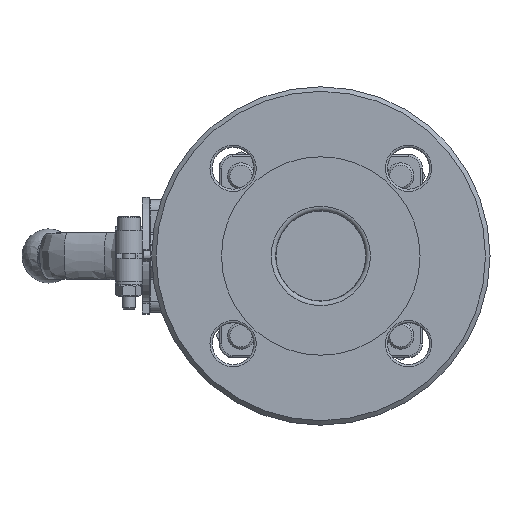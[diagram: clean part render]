
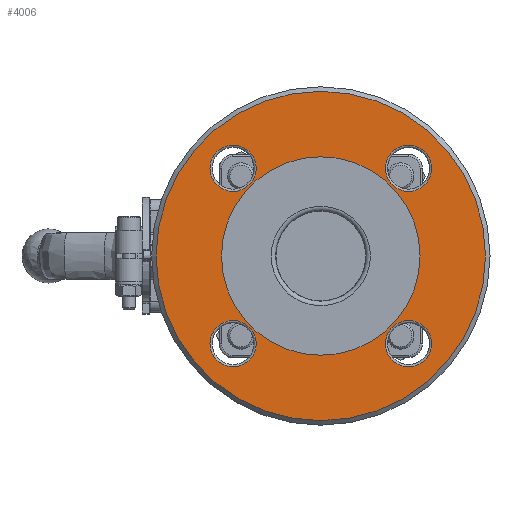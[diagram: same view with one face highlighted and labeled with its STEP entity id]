
A CAD part, left-side view. The second image highlights one B-rep face of the part: STEP entity #4006.
In plain terms, the highlighted planar face has unit normal (-1, 0, 0).
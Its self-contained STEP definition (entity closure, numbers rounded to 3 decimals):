
#631 = DIRECTION ( 'NONE',  ( 1., 0., 0. ) ) ;
#1343 = AXIS2_PLACEMENT_3D ( 'NONE', #3640, #36797, #41137 ) ;
#3640 = CARTESIAN_POINT ( 'NONE',  ( 2., -38.891, -38.891 ) ) ;
#4006 = ADVANCED_FACE ( 'NONE', ( #50269, #29483, #25337, #50535, #42043, #29752 ), #46419, .T. ) ;
#5250 = EDGE_LOOP ( 'NONE', ( #51452 ) ) ;
#5852 = EDGE_LOOP ( 'NONE', ( #31858 ) ) ;
#6838 = CIRCLE ( 'NONE', #17368, 10.25 ) ;
#8390 = EDGE_CURVE ( 'NONE', #44771, #44771, #48595, .T. ) ;
#8583 = CARTESIAN_POINT ( 'NONE',  ( 2., 38.891, -38.891 ) ) ;
#9124 = DIRECTION ( 'NONE',  ( 0., 1., 0. ) ) ;
#9453 = EDGE_CURVE ( 'NONE', #39856, #39856, #19801, .T. ) ;
#9968 = VERTEX_POINT ( 'NONE', #17936 ) ;
#10713 = DIRECTION ( 'NONE',  ( -1., 0., 0. ) ) ;
#12129 = DIRECTION ( 'NONE',  ( 1., 0., 0. ) ) ;
#13161 = AXIS2_PLACEMENT_3D ( 'NONE', #38163, #631, #9124 ) ;
#14512 = AXIS2_PLACEMENT_3D ( 'NONE', #31284, #25806, #34854 ) ;
#14552 = AXIS2_PLACEMENT_3D ( 'NONE', #8583, #37892, #46348 ) ;
#16858 = CARTESIAN_POINT ( 'NONE',  ( 2., 73., 0. ) ) ;
#17064 = CIRCLE ( 'NONE', #1343, 10.25 ) ;
#17368 = AXIS2_PLACEMENT_3D ( 'NONE', #29397, #12129, #28853 ) ;
#17732 = DIRECTION ( 'NONE',  ( 1., 0., 0. ) ) ;
#17936 = CARTESIAN_POINT ( 'NONE',  ( 2., 38.891, 49.141 ) ) ;
#19801 = CIRCLE ( 'NONE', #14552, 10.25 ) ;
#21239 = CARTESIAN_POINT ( 'NONE',  ( 2., -38.891, 49.141 ) ) ;
#21391 = EDGE_CURVE ( 'NONE', #53812, #53812, #33094, .T. ) ;
#22111 = DIRECTION ( 'NONE',  ( 0., 0., 1. ) ) ;
#24464 = EDGE_CURVE ( 'NONE', #29464, #29464, #33295, .T. ) ;
#25337 = FACE_BOUND ( 'NONE', #53183, .T. ) ;
#25609 = CARTESIAN_POINT ( 'NONE',  ( 2., 58.5, 0. ) ) ;
#25806 = DIRECTION ( 'NONE',  ( 1., 0., 0. ) ) ;
#26152 = DIRECTION ( 'NONE',  ( 0., 0., 1. ) ) ;
#28853 = DIRECTION ( 'NONE',  ( 0., 0., 1. ) ) ;
#29397 = CARTESIAN_POINT ( 'NONE',  ( 2., 38.891, 38.891 ) ) ;
#29464 = VERTEX_POINT ( 'NONE', #16858 ) ;
#29483 = FACE_BOUND ( 'NONE', #50012, .T. ) ;
#29752 = FACE_BOUND ( 'NONE', #5852, .T. ) ;
#31284 = CARTESIAN_POINT ( 'NONE',  ( 2., 0., 0. ) ) ;
#31581 = EDGE_LOOP ( 'NONE', ( #47925 ) ) ;
#31858 = ORIENTED_EDGE ( 'NONE', *, *, #8390, .T. ) ;
#32598 = ORIENTED_EDGE ( 'NONE', *, *, #41192, .T. ) ;
#33094 = CIRCLE ( 'NONE', #40921, 10.25 ) ;
#33295 = CIRCLE ( 'NONE', #13161, 73. ) ;
#34854 = DIRECTION ( 'NONE',  ( 0., 1., 0. ) ) ;
#36797 = DIRECTION ( 'NONE',  ( 1., 0., 0. ) ) ;
#37892 = DIRECTION ( 'NONE',  ( 1., 0., 0. ) ) ;
#38163 = CARTESIAN_POINT ( 'NONE',  ( 2., 0., 0. ) ) ;
#39075 = CARTESIAN_POINT ( 'NONE',  ( 2., -38.891, 38.891 ) ) ;
#39856 = VERTEX_POINT ( 'NONE', #44497 ) ;
#40921 = AXIS2_PLACEMENT_3D ( 'NONE', #39075, #17732, #22111 ) ;
#41137 = DIRECTION ( 'NONE',  ( 0., 0., 1. ) ) ;
#41192 = EDGE_CURVE ( 'NONE', #42569, #42569, #17064, .T. ) ;
#42043 = FACE_BOUND ( 'NONE', #5250, .T. ) ;
#42569 = VERTEX_POINT ( 'NONE', #47746 ) ;
#43802 = ORIENTED_EDGE ( 'NONE', *, *, #24464, .F. ) ;
#44497 = CARTESIAN_POINT ( 'NONE',  ( 2., 38.891, -28.641 ) ) ;
#44569 = EDGE_CURVE ( 'NONE', #9968, #9968, #6838, .T. ) ;
#44771 = VERTEX_POINT ( 'NONE', #49165 ) ;
#45373 = AXIS2_PLACEMENT_3D ( 'NONE', #25609, #10713, #26152 ) ;
#46348 = DIRECTION ( 'NONE',  ( 0., 0., 1. ) ) ;
#46419 = PLANE ( 'NONE',  #45373 ) ;
#47746 = CARTESIAN_POINT ( 'NONE',  ( 2., -38.891, -28.641 ) ) ;
#47925 = ORIENTED_EDGE ( 'NONE', *, *, #44569, .T. ) ;
#48595 = CIRCLE ( 'NONE', #14512, 44. ) ;
#49165 = CARTESIAN_POINT ( 'NONE',  ( 2., 44., 0. ) ) ;
#49944 = ORIENTED_EDGE ( 'NONE', *, *, #21391, .T. ) ;
#50012 = EDGE_LOOP ( 'NONE', ( #32598 ) ) ;
#50269 = FACE_OUTER_BOUND ( 'NONE', #54125, .T. ) ;
#50535 = FACE_BOUND ( 'NONE', #31581, .T. ) ;
#51452 = ORIENTED_EDGE ( 'NONE', *, *, #9453, .T. ) ;
#53183 = EDGE_LOOP ( 'NONE', ( #49944 ) ) ;
#53812 = VERTEX_POINT ( 'NONE', #21239 ) ;
#54125 = EDGE_LOOP ( 'NONE', ( #43802 ) ) ;
